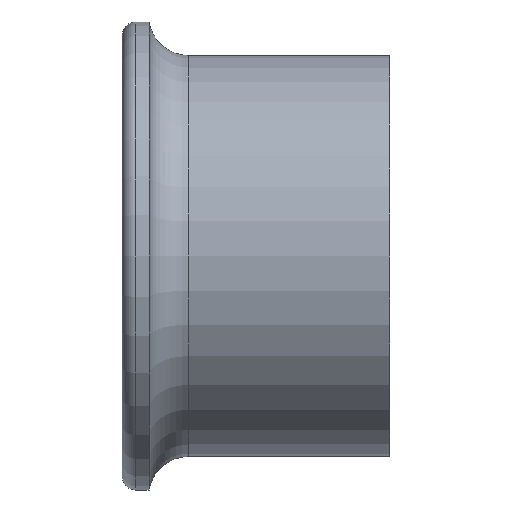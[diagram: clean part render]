
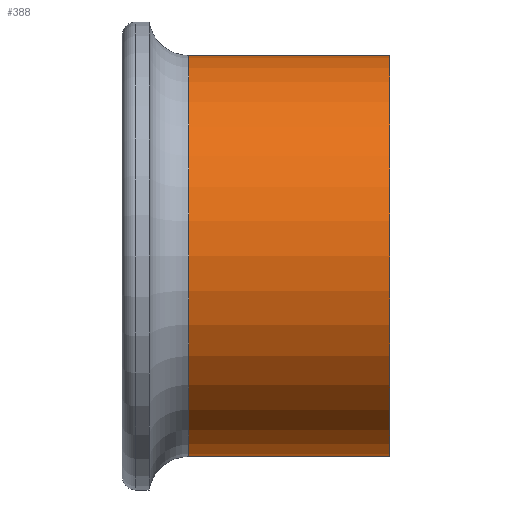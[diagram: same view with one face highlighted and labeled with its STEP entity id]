
A CAD part, left-side view. The second image highlights one B-rep face of the part: STEP entity #388.
In plain terms, the highlighted cylindrical face has radius 15 mm (diameter 30 mm), a full revolution.
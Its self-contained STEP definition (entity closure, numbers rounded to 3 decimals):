
#24=CYLINDRICAL_SURFACE('',#439,15.);
#64=LINE('',#660,#102);
#102=VECTOR('',#550,15.);
#139=FACE_OUTER_BOUND('',#165,.T.);
#165=EDGE_LOOP('',(#353,#354,#355,#356,#357));
#174=CIRCLE('',#434,15.);
#175=CIRCLE('',#436,15.);
#176=CIRCLE('',#437,15.);
#207=VERTEX_POINT('',#651);
#208=VERTEX_POINT('',#654);
#209=VERTEX_POINT('',#655);
#256=EDGE_CURVE('',#207,#207,#174,.T.);
#257=EDGE_CURVE('',#208,#209,#175,.T.);
#258=EDGE_CURVE('',#209,#208,#176,.T.);
#260=EDGE_CURVE('',#207,#209,#64,.T.);
#353=ORIENTED_EDGE('',*,*,#256,.F.);
#354=ORIENTED_EDGE('',*,*,#260,.T.);
#355=ORIENTED_EDGE('',*,*,#257,.F.);
#356=ORIENTED_EDGE('',*,*,#258,.F.);
#357=ORIENTED_EDGE('',*,*,#260,.F.);
#388=ADVANCED_FACE('',(#139),#24,.T.);
#434=AXIS2_PLACEMENT_3D('',#652,#538,#539);
#436=AXIS2_PLACEMENT_3D('',#656,#542,#543);
#437=AXIS2_PLACEMENT_3D('',#657,#544,#545);
#439=AXIS2_PLACEMENT_3D('',#659,#548,#549);
#538=DIRECTION('center_axis',(0.,-1.,0.));
#539=DIRECTION('ref_axis',(1.,0.,0.));
#542=DIRECTION('center_axis',(0.,1.,0.));
#543=DIRECTION('ref_axis',(-1.,0.,0.));
#544=DIRECTION('center_axis',(0.,1.,0.));
#545=DIRECTION('ref_axis',(-1.,0.,0.));
#548=DIRECTION('center_axis',(0.,-1.,0.));
#549=DIRECTION('ref_axis',(1.,0.,0.));
#550=DIRECTION('',(0.,1.,0.));
#651=CARTESIAN_POINT('',(-15.,-20.,0.));
#652=CARTESIAN_POINT('Origin',(0.,-20.,0.));
#654=CARTESIAN_POINT('',(15.,-4.958,0.));
#655=CARTESIAN_POINT('',(-15.,-4.958,0.));
#656=CARTESIAN_POINT('Origin',(0.,-4.958,0.));
#657=CARTESIAN_POINT('Origin',(0.,-4.958,0.));
#659=CARTESIAN_POINT('Origin',(0.,0.,0.));
#660=CARTESIAN_POINT('',(-15.,0.,0.));
